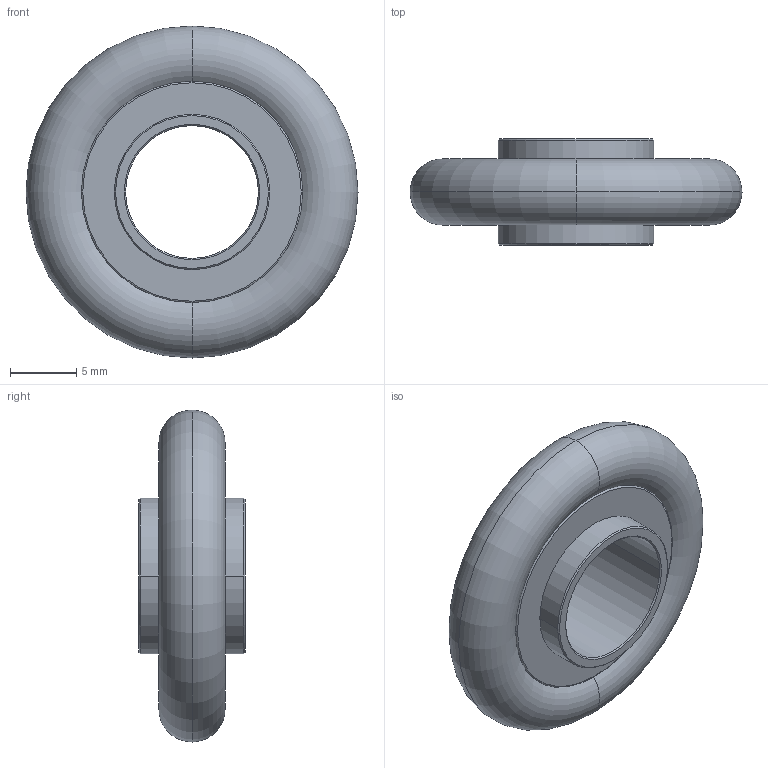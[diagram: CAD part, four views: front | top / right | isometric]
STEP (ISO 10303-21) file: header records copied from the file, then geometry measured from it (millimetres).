
FILE_DESCRIPTION (( 'STEP AP214' ), '1' );
FILE_NAME ('Hositrad_KF10-R.STEP', '2017-01-03T13:47:26', ( '' ), ( '' ), 'SwSTEP 2.0', 'SolidWorks 2016', '' );
FILE_SCHEMA (( 'AUTOMOTIVE_DESIGN' ));
Length unit declared in the file: millimetre
Products named in the file (3): KF-Ring-All_KF10; Hositrad_KF10-R; KF-Oring-All_KF10
Assembly tree (2 placements, depth 2):
  Hositrad_KF10-R
    KF-Ring-All_KF10
    KF-Oring-All_KF10
Bounding box: 25 x 8 x 25 mm (x, y, z)
Volume: 1799 mm3; surface area: 1870.3 mm2
Topology: 2 solids, 2 shells, 30 faces, 60 edges, 34 vertices
Faces by surface type: torus 12, cone 8, cylinder 6, plane 4
Entity records: 948 total; most frequent: DIRECTION 176, CARTESIAN_POINT 129, ORIENTED_EDGE 120, AXIS2_PLACEMENT_3D 81, EDGE_CURVE 60, CIRCLE 46, EDGE_LOOP 34, VERTEX_POINT 34
